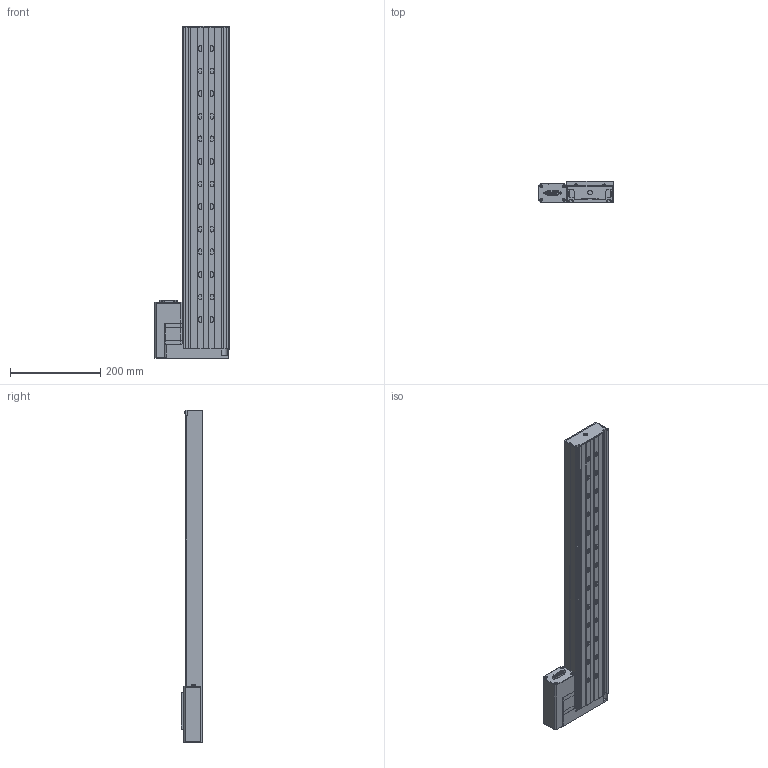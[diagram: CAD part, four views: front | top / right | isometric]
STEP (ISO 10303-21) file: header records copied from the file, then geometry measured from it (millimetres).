
FILE_DESCRIPTION (( 'STEP AP203' ), '1' );
FILE_NAME ('LRQ600xP-E01CT3A.step', '2023-05-17T23:49:06', ( '' ), ( '' ), 'SwSTEP 2.0', 'SolidWorks 2019', '' );
FILE_SCHEMA (( 'CONFIG_CONTROL_DESIGN' ));
Length unit declared in the file: millimetre
Products named in the file (4): LRQ600xP-E01CT3A; NMS17_motor^LRQ_LRQ-T3A; LRQ_carriage^LRQ_LRQ-C; LRQ_base^LRQ_LRQ600P-C
Assembly tree (3 placements, depth 2):
  LRQ600xP-E01CT3A
    LRQ_base^LRQ_LRQ600P-C
    LRQ_carriage^LRQ_LRQ-C
    NMS17_motor^LRQ_LRQ-T3A
Bounding box: 165.75 x 48 x 734.8 mm (x, y, z)
Volume: 1599538.3 mm3; surface area: 731588.5 mm2
Topology: 28 solids, 28 shells, 905 faces, 2330 edges, 1541 vertices
Faces by surface type: plane 532, cylinder 335, cone 26, torus 8, sphere 4
Entity records: 28261 total; most frequent: CARTESIAN_POINT 5086, DIRECTION 4829, ORIENTED_EDGE 4628, EDGE_CURVE 2314, AXIS2_PLACEMENT_3D 1644, LINE 1541, VECTOR 1541, VERTEX_POINT 1537
